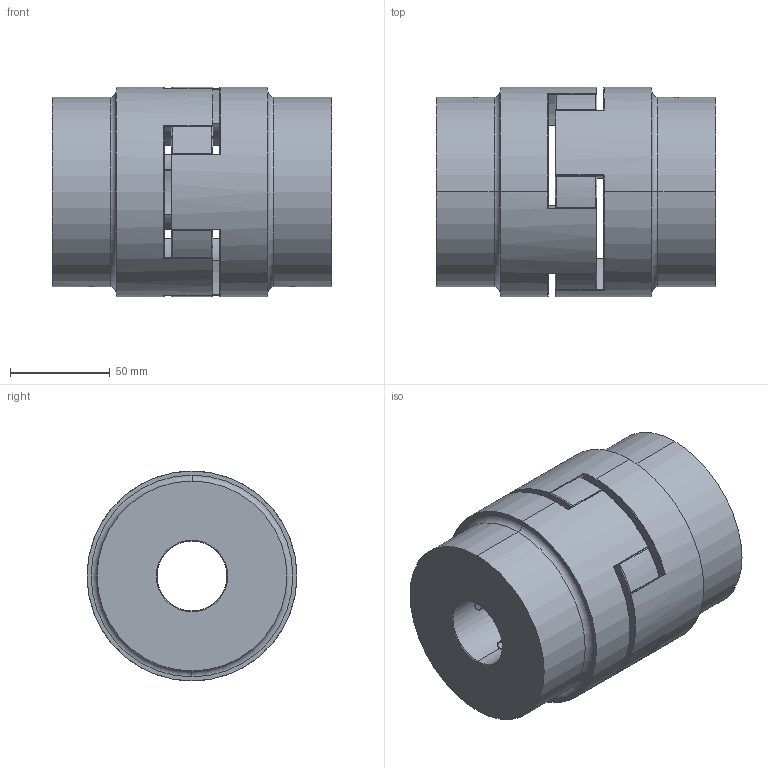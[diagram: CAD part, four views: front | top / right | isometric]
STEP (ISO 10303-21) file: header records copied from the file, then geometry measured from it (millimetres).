
FILE_DESCRIPTION (( 'STEP AP203' ), '1' );
FILE_NAME ('CL22-105K.step', '2012-04-24T05:01:58', ( '' ), ( '' ), 'SwSTEP 2.0', 'SolidWorks 2010', '' );
FILE_SCHEMA (( 'CONFIG_CONTROL_DESIGN' ));
Length unit declared in the file: millimetre
Products named in the file (1): CL22-105K
Bounding box: 140 x 105 x 105 mm (x, y, z)
Volume: 934680.7 mm3; surface area: 118180.9 mm2
Topology: 7 solids, 7 shells, 348 faces, 800 edges, 451 vertices
Faces by surface type: torus 113, cylinder 112, plane 46, sphere 45, cone 20, bspline 12
Entity records: 10943 total; most frequent: CARTESIAN_POINT 3151, DIRECTION 1800, ORIENTED_EDGE 1532, AXIS2_PLACEMENT_3D 807, EDGE_CURVE 766, CIRCLE 470, VERTEX_POINT 434, EDGE_LOOP 364
